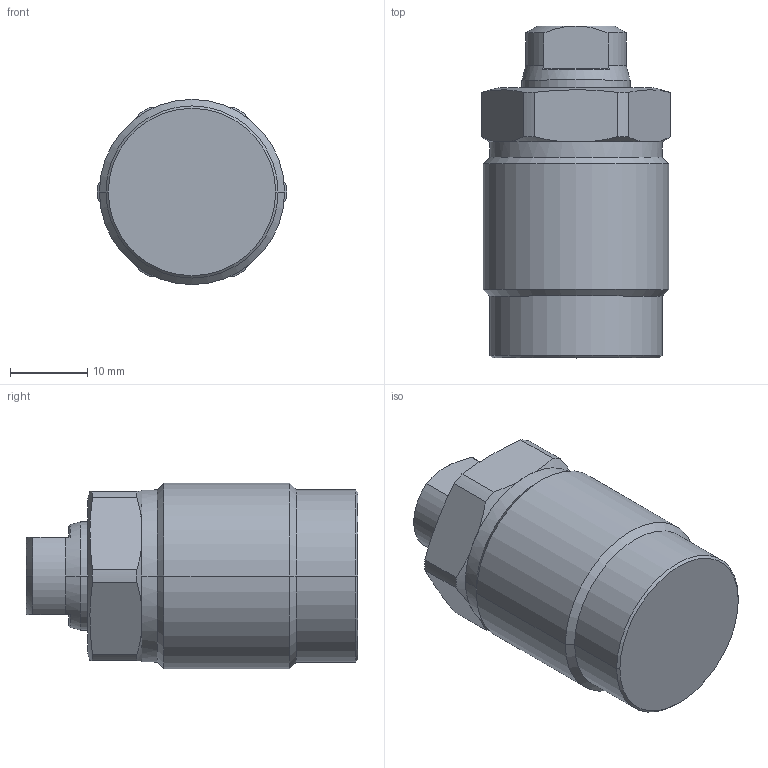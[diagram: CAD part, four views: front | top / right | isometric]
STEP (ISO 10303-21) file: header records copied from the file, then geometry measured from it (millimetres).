
FILE_DESCRIPTION((''),'2;1');
FILE_NAME('SP24-8_ASM','2022-08-27T',('NILESH'),(''),'CREO PARAMETRIC BY PTC INC, 2015480','CREO PARAMETRIC BY PTC INC, 2015480','');
FILE_SCHEMA(('CONFIG_CONTROL_DESIGN'));
Length unit declared in the file: millimetre
Products named in the file (3): SP24-8-BODY; SP24-8-PISTON; SP24-8_ASM
Assembly tree (2 placements, depth 2):
  SP24-8_ASM
    SP24-8-BODY
    SP24-8-PISTON
Bounding box: 24.5 x 43 x 24 mm (x, y, z)
Volume: 15697.6 mm3; surface area: 4830 mm2
Topology: 2 solids, 2 shells, 69 faces, 177 edges, 114 vertices
Faces by surface type: cone 25, plane 22, cylinder 22
Entity records: 2897 total; most frequent: CARTESIAN_POINT 536, DIRECTION 389, ORIENTED_EDGE 354, PRESENTATION_STYLE_ASSIGNMENT 179, STYLED_ITEM 179, CURVE_STYLE 177, EDGE_CURVE 177, AXIS2_PLACEMENT_3D 168
